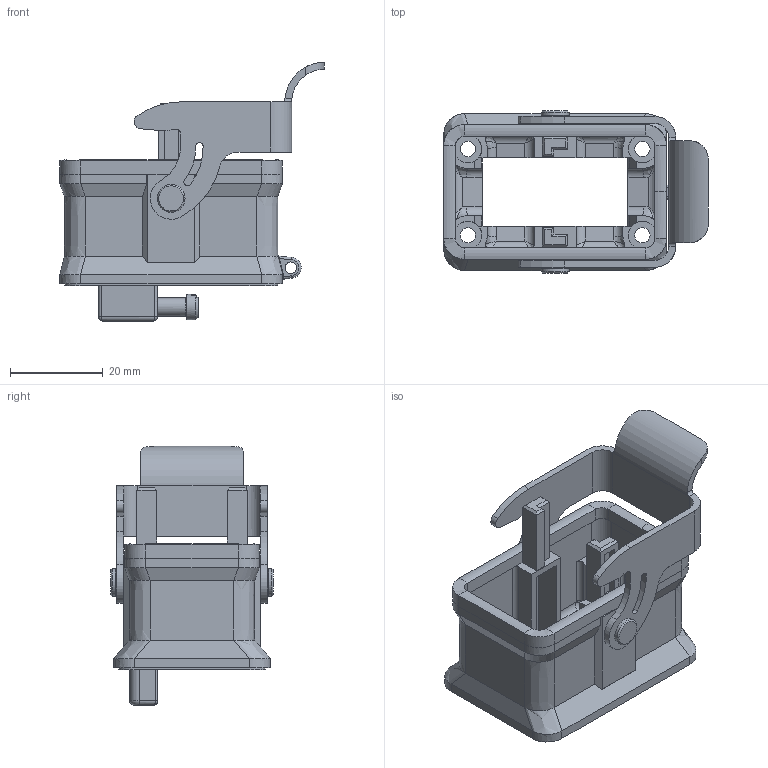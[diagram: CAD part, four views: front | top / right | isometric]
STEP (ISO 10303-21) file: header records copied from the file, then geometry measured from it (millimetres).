
FILE_DESCRIPTION(/* description */ (''),/* implementation_level */ '2;1');
FILE_NAME(/* name */ '100212464ugm000_b.stp',/* time_stamp */ '2014-09-03T13:48:20+02:00',/* author */ (''),/* organization */ (''),/* preprocessor_version */ 'ST-DEVELOPER v15',/* originating_system */ 'SIEMENS PLM Software NX 8.5',/* authorisation */ '');
FILE_SCHEMA (('AUTOMOTIVE_DESIGN { 1 0 10303 214 3 1 1 1 }'));
Length unit declared in the file: millimetre
Products named in the file (1): 100212464ugm000_b
Bounding box: 57 x 35 x 55.85 mm (x, y, z)
Volume: 13529.7 mm3; surface area: 16165.4 mm2
Topology: 1 solids, 1 shells, 526 faces, 1379 edges, 859 vertices
Faces by surface type: plane 280, cylinder 156, bspline 75, cone 9, torus 6
Full cylindrical faces by diameter (mm): 1.95 x1, 2.5 x1, 2.516 x1, 2.699 x1, 3.3 x4, 3.5 x1, 4 x3, 4.8 x2, 5.5 x1, 6 x6
Entity records: 20577 total; most frequent: CARTESIAN_POINT 4615, ORIENTED_EDGE 2630, DIRECTION 2411, EDGE_CURVE 1315, VERTEX_POINT 840, AXIS2_PLACEMENT_3D 806, LINE 799, VECTOR 799
